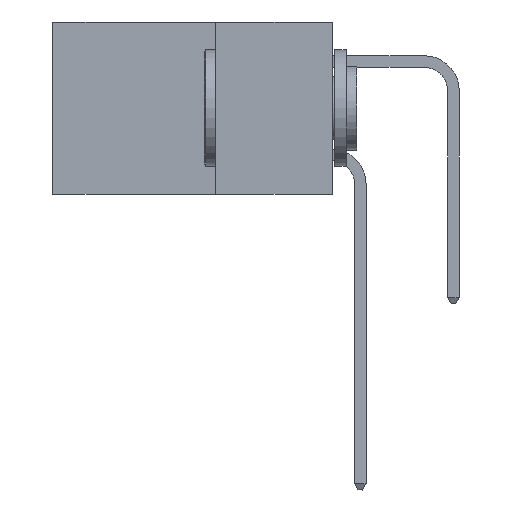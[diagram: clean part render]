
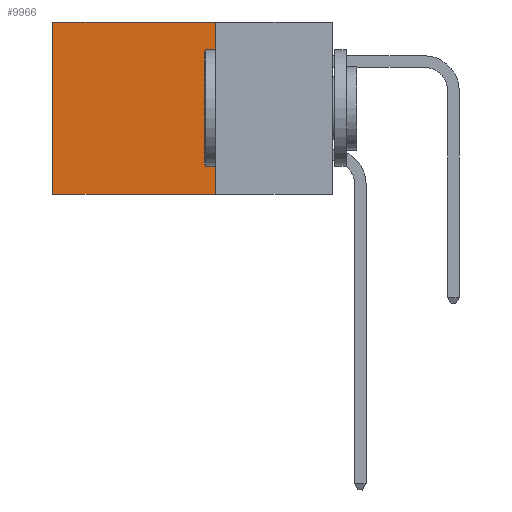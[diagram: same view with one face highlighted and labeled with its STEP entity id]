
A CAD part, left-side view. The second image highlights one B-rep face of the part: STEP entity #9966.
In plain terms, the highlighted planar face has unit normal (-1, 0, 0).
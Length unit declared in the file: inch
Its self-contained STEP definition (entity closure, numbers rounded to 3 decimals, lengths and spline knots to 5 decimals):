
#235 = FACE_OUTER_BOUND ( 'NONE', #9452, .T. ) ;
#2559 = VECTOR ( 'NONE', #7132, 39.37008 ) ;
#4436 = EDGE_CURVE ( 'NONE', #30929, #11339, #31303, .T. ) ;
#4479 = CARTESIAN_POINT ( 'NONE',  ( 0.298, 0.25, 0. ) ) ;
#5774 = CARTESIAN_POINT ( 'NONE',  ( 0.298, 0.6, -0.37 ) ) ;
#6578 = CARTESIAN_POINT ( 'NONE',  ( 0.298, 0.6, 0. ) ) ;
#7132 = DIRECTION ( 'NONE',  ( 0., 1., 0. ) ) ;
#8303 = AXIS2_PLACEMENT_3D ( 'NONE', #10805, #24147, #13802 ) ;
#9162 = CARTESIAN_POINT ( 'NONE',  ( 0.298, 0.6, 0. ) ) ;
#9452 = EDGE_LOOP ( 'NONE', ( #27325, #17704, #19962, #19315 ) ) ;
#9483 = DIRECTION ( 'NONE',  ( 0., 0., -1. ) ) ;
#9873 = DIRECTION ( 'NONE',  ( 0., 0., -1. ) ) ;
#9966 = ADVANCED_FACE ( 'NONE', ( #235 ), #31659, .F. ) ;
#10541 = LINE ( 'NONE', #17348, #21966 ) ;
#10643 = LINE ( 'NONE', #17975, #2559 ) ;
#10805 = CARTESIAN_POINT ( 'NONE',  ( 0.298, 0.25, 0. ) ) ;
#11339 = VERTEX_POINT ( 'NONE', #9162 ) ;
#13802 = DIRECTION ( 'NONE',  ( 0., 0., -1. ) ) ;
#15131 = CARTESIAN_POINT ( 'NONE',  ( 0.298, 0.25, 0. ) ) ;
#17144 = VERTEX_POINT ( 'NONE', #5774 ) ;
#17348 = CARTESIAN_POINT ( 'NONE',  ( 0.298, 0.25, 0. ) ) ;
#17524 = VECTOR ( 'NONE', #28245, 39.37008 ) ;
#17704 = ORIENTED_EDGE ( 'NONE', *, *, #26665, .F. ) ;
#17975 = CARTESIAN_POINT ( 'NONE',  ( 0.298, 0.25, -0.37 ) ) ;
#19315 = ORIENTED_EDGE ( 'NONE', *, *, #4436, .T. ) ;
#19962 = ORIENTED_EDGE ( 'NONE', *, *, #28374, .F. ) ;
#20957 = VERTEX_POINT ( 'NONE', #25216 ) ;
#21966 = VECTOR ( 'NONE', #9873, 39.37008 ) ;
#24147 = DIRECTION ( 'NONE',  ( 1., 0., 0. ) ) ;
#25216 = CARTESIAN_POINT ( 'NONE',  ( 0.298, 0.25, -0.37 ) ) ;
#26665 = EDGE_CURVE ( 'NONE', #20957, #17144, #10643, .T. ) ;
#27325 = ORIENTED_EDGE ( 'NONE', *, *, #30848, .T. ) ;
#28245 = DIRECTION ( 'NONE',  ( 0., 1., 0. ) ) ;
#28374 = EDGE_CURVE ( 'NONE', #30929, #20957, #10541, .T. ) ;
#30787 = LINE ( 'NONE', #6578, #31603 ) ;
#30848 = EDGE_CURVE ( 'NONE', #11339, #17144, #30787, .T. ) ;
#30929 = VERTEX_POINT ( 'NONE', #15131 ) ;
#31303 = LINE ( 'NONE', #4479, #17524 ) ;
#31603 = VECTOR ( 'NONE', #9483, 39.37008 ) ;
#31659 = PLANE ( 'NONE',  #8303 ) ;
